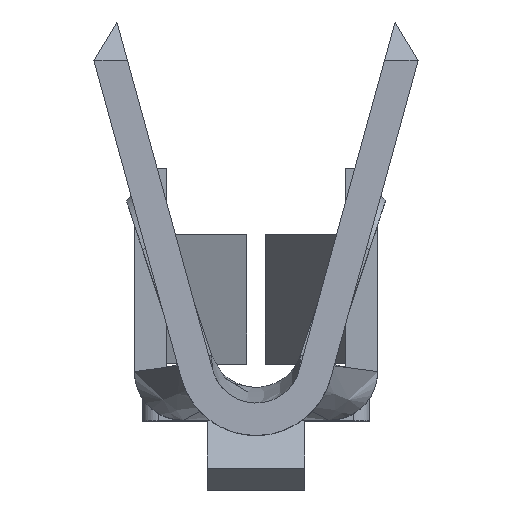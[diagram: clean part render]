
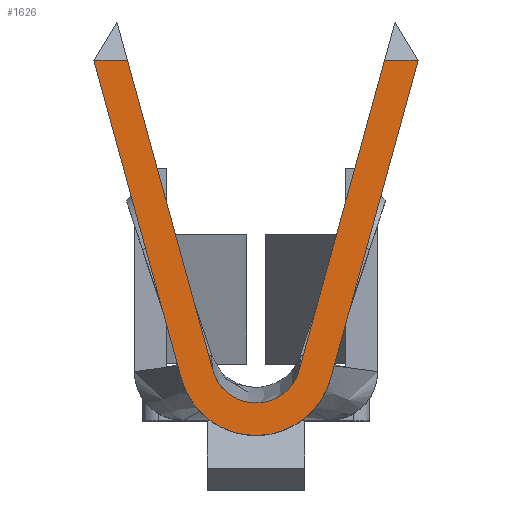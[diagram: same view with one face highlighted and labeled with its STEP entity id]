
A CAD part, top view. The second image highlights one B-rep face of the part: STEP entity #1626.
In plain terms, the highlighted planar face has unit normal (0, 0.02, 1).
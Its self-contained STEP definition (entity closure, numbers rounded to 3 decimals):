
#23=ELLIPSE('',#1763,0.277,0.277);
#24=ELLIPSE('',#1764,0.477,0.477);
#109=FACE_OUTER_BOUND('',#206,.T.);
#206=EDGE_LOOP('',(#1167,#1168,#1169,#1170,#1171,#1172,#1173,#1174));
#318=LINE('',#2511,#515);
#322=LINE('',#2519,#519);
#323=LINE('',#2520,#520);
#324=LINE('',#2524,#521);
#325=LINE('',#2526,#522);
#326=LINE('',#2528,#523);
#515=VECTOR('',#1966,1.982);
#519=VECTOR('',#1972,2.037);
#520=VECTOR('',#1973,0.207);
#521=VECTOR('',#1976,1.982);
#522=VECTOR('',#1977,0.207);
#523=VECTOR('',#1978,2.037);
#712=VERTEX_POINT('',#2509);
#713=VERTEX_POINT('',#2510);
#715=VERTEX_POINT('',#2517);
#716=VERTEX_POINT('',#2518);
#717=VERTEX_POINT('',#2521);
#718=VERTEX_POINT('',#2523);
#719=VERTEX_POINT('',#2525);
#720=VERTEX_POINT('',#2527);
#878=EDGE_CURVE('',#712,#713,#318,.T.);
#882=EDGE_CURVE('',#715,#716,#322,.T.);
#883=EDGE_CURVE('',#713,#715,#323,.T.);
#884=EDGE_CURVE('',#712,#717,#23,.T.);
#885=EDGE_CURVE('',#718,#717,#324,.T.);
#886=EDGE_CURVE('',#719,#718,#325,.T.);
#887=EDGE_CURVE('',#720,#719,#326,.T.);
#888=EDGE_CURVE('',#720,#716,#24,.T.);
#1167=ORIENTED_EDGE('',*,*,#882,.F.);
#1168=ORIENTED_EDGE('',*,*,#883,.F.);
#1169=ORIENTED_EDGE('',*,*,#878,.F.);
#1170=ORIENTED_EDGE('',*,*,#884,.T.);
#1171=ORIENTED_EDGE('',*,*,#885,.F.);
#1172=ORIENTED_EDGE('',*,*,#886,.F.);
#1173=ORIENTED_EDGE('',*,*,#887,.F.);
#1174=ORIENTED_EDGE('',*,*,#888,.T.);
#1546=PLANE('',#1762);
#1626=ADVANCED_FACE('',(#109),#1546,.F.);
#1762=AXIS2_PLACEMENT_3D('',#2516,#1970,#1971);
#1763=AXIS2_PLACEMENT_3D('',#2522,#1974,#1975);
#1764=AXIS2_PLACEMENT_3D('',#2529,#1979,#1980);
#1966=DIRECTION('',(0.265,0.964,-0.019));
#1970=DIRECTION('center_axis',(0.,-0.02,
-1.));
#1971=DIRECTION('ref_axis',(0.,1.,-0.02));
#1972=DIRECTION('',(-0.265,-0.964,0.019));
#1973=DIRECTION('',(1.,0.,0.));
#1974=DIRECTION('center_axis',(0.,-0.02,
-1.));
#1975=DIRECTION('ref_axis',(0.,1.,-0.02));
#1976=DIRECTION('',(0.265,-0.964,0.019));
#1977=DIRECTION('',(1.,0.,0.));
#1978=DIRECTION('',(-0.265,0.964,-0.019));
#1979=DIRECTION('center_axis',(0.,0.02,
1.));
#1980=DIRECTION('ref_axis',(0.,-1.,0.02));
#2509=CARTESIAN_POINT('',(-21.059,9.471,7.725));
#2510=CARTESIAN_POINT('',(-20.533,11.382,7.688));
#2511=CARTESIAN_POINT('',(-21.059,9.471,7.725));
#2516=CARTESIAN_POINT('Origin',(-22.326,9.068,7.733));
#2517=CARTESIAN_POINT('',(-20.326,11.382,7.688));
#2518=CARTESIAN_POINT('',(-20.866,9.418,7.726));
#2519=CARTESIAN_POINT('',(-20.326,11.382,7.688));
#2520=CARTESIAN_POINT('',(-20.533,11.382,7.688));
#2521=CARTESIAN_POINT('',(-21.593,9.471,7.725));
#2522=CARTESIAN_POINT('Origin',(-21.326,9.545,7.724));
#2523=CARTESIAN_POINT('',(-22.119,11.382,7.688));
#2524=CARTESIAN_POINT('',(-22.119,11.382,7.688));
#2525=CARTESIAN_POINT('',(-22.326,11.382,7.688));
#2526=CARTESIAN_POINT('',(-22.326,11.382,7.688));
#2527=CARTESIAN_POINT('',(-21.786,9.418,7.726));
#2528=CARTESIAN_POINT('',(-21.786,9.418,7.726));
#2529=CARTESIAN_POINT('Origin',(-21.326,9.545,7.724));
